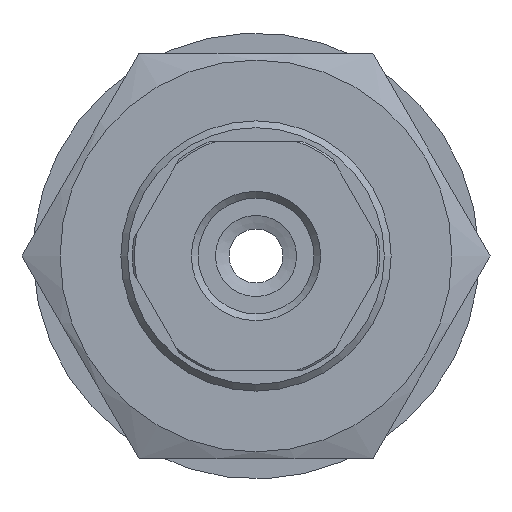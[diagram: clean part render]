
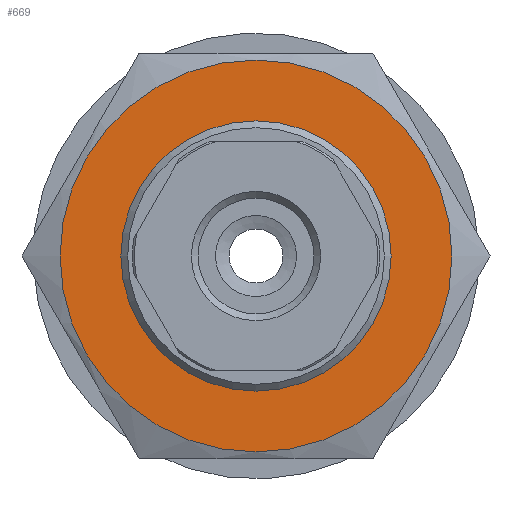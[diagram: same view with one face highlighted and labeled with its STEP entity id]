
A CAD part, front view. The second image highlights one B-rep face of the part: STEP entity #669.
In plain terms, the highlighted face is planar.
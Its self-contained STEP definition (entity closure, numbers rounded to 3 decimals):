
#669=ADVANCED_FACE('',(#1238,#1239),#1240,.F.);
#1238=FACE_BOUND('',#6432,.T.);
#1239=FACE_OUTER_BOUND('',#6433,.T.);
#1240=PLANE('',#6434);
#6432=EDGE_LOOP('',(#7548));
#6433=EDGE_LOOP('',(#7549));
#6434=AXIS2_PLACEMENT_3D('',#7550,#7551,#7552);
#7548=ORIENTED_EDGE('',*,*,#8005,.F.);
#7549=ORIENTED_EDGE('',*,*,#8006,.T.);
#7550=CARTESIAN_POINT('',(8.66,-15.0,0.0));
#7551=DIRECTION('',(0.0,0.0,-1.0));
#7552=DIRECTION('',(-1.0,0.0,0.0));
#8005=EDGE_CURVE('',#8639,#8639,#8640,.T.);
#8006=EDGE_CURVE('',#8641,#8641,#8642,.T.);
#8639=VERTEX_POINT('',#10803);
#8640=CIRCLE('',#10804,9.188);
#8641=VERTEX_POINT('',#10805);
#8642=CIRCLE('',#10806,14.5);
#10803=CARTESIAN_POINT('',(0.,-9.188,0.0));
#10804=AXIS2_PLACEMENT_3D('',#11278,#11279,#11280);
#10805=CARTESIAN_POINT('',(14.5,0.0,0.));
#10806=AXIS2_PLACEMENT_3D('',#11281,#11282,#11283);
#11278=CARTESIAN_POINT('',(0.,0.0,0.0));
#11279=DIRECTION('',(0.0,0.0,1.0));
#11280=DIRECTION('',(0.0,-1.0,0.0));
#11281=CARTESIAN_POINT('',(0.0,0.0,0.));
#11282=DIRECTION('',(0.0,0.0,1.0));
#11283=DIRECTION('',(1.0,0.0,0.0));
